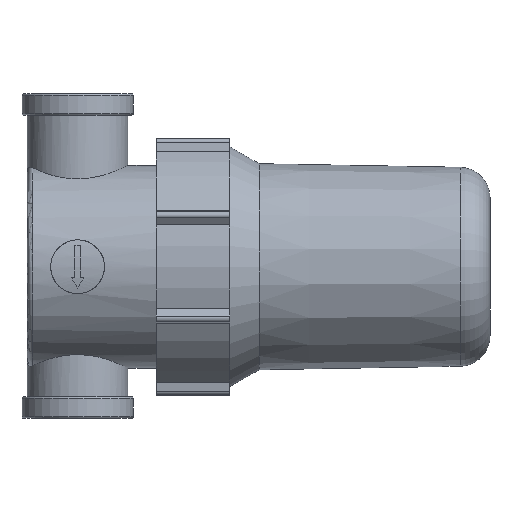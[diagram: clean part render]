
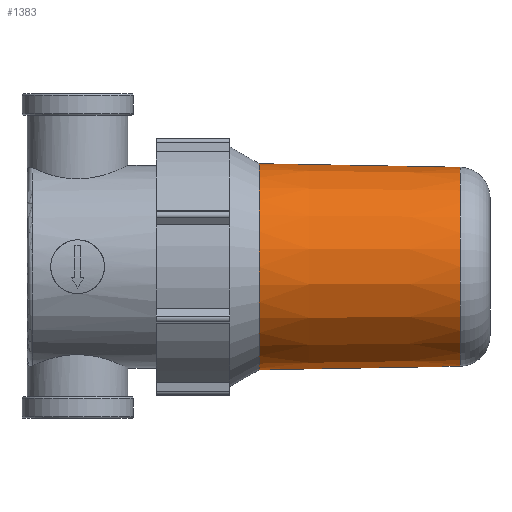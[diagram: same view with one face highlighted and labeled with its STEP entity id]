
A CAD part, left-side view. The second image highlights one B-rep face of the part: STEP entity #1383.
In plain terms, the highlighted conical face has half-angle 1 degrees and reference radius 28.727 mm.
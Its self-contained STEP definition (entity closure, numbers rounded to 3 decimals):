
#23=CONICAL_SURFACE('',#1562,28.727,0.017);
#629=ORIENTED_EDGE('',*,*,#816,.F.);
#630=ORIENTED_EDGE('',*,*,#817,.T.);
#816=EDGE_CURVE('',#947,#947,#1020,.T.);
#817=EDGE_CURVE('',#948,#948,#1021,.T.);
#947=VERTEX_POINT('',#2523);
#948=VERTEX_POINT('',#2526);
#1020=CIRCLE('',#1561,27.749);
#1021=CIRCLE('',#1563,28.727);
#1138=EDGE_LOOP('',(#629));
#1139=EDGE_LOOP('',(#630));
#1262=FACE_BOUND('',#1138,.T.);
#1263=FACE_BOUND('',#1139,.T.);
#1383=ADVANCED_FACE('',(#1262,#1263),#23,.T.);
#1561=AXIS2_PLACEMENT_3D('',#2522,#1981,#1982);
#1562=AXIS2_PLACEMENT_3D('',#2524,#1983,#1984);
#1563=AXIS2_PLACEMENT_3D('',#2525,#1985,#1986);
#1981=DIRECTION('',(0.,-1.,0.));
#1982=DIRECTION('',(0.,0.,-1.));
#1983=DIRECTION('',(0.,1.,0.));
#1984=DIRECTION('',(0.,0.,1.));
#1985=DIRECTION('',(0.,-1.,0.));
#1986=DIRECTION('',(0.,0.,-1.));
#2522=CARTESIAN_POINT('',(0.,-106.648,0.));
#2523=CARTESIAN_POINT('',(0.,-106.648,-27.749));
#2524=CARTESIAN_POINT('',(0.,-50.61,0.));
#2525=CARTESIAN_POINT('',(0.,-50.61,0.));
#2526=CARTESIAN_POINT('',(0.,-50.61,-28.727));
